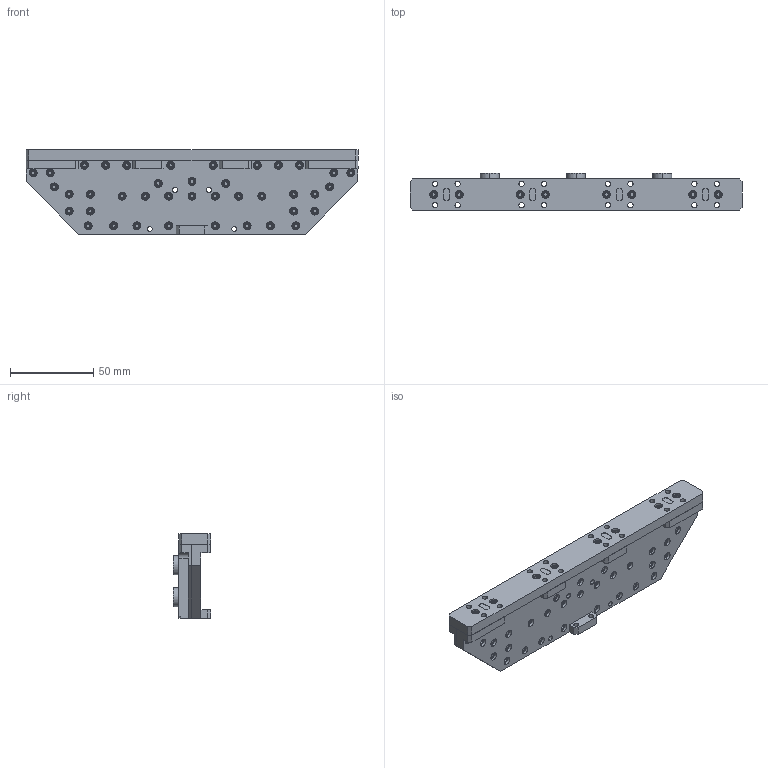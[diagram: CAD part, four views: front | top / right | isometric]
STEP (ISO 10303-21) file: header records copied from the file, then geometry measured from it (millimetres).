
FILE_DESCRIPTION (( 'STEP AP203' ), '1' );
FILE_NAME ('DMWP-28-141-T1 DF.STEP', '2019-06-13T23:58:05', ( '' ), ( '' ), 'SwSTEP 2.0', 'SolidWorks 2016', '' );
FILE_SCHEMA (( 'CONFIG_CONTROL_DESIGN' ));
Length unit declared in the file: inch
Products named in the file (1): DMWP-28-141-T1 DF
Bounding box: 199.14 x 22.23 x 50.8 mm (x, y, z)
Volume: 103210.1 mm3; surface area: 57011.4 mm2
Topology: 3 solids, 3 shells, 1646 faces, 3420 edges, 1978 vertices
Faces by surface type: plane 638, cone 620, cylinder 388
Entity records: 44497 total; most frequent: CARTESIAN_POINT 9225, DIRECTION 7716, ORIENTED_EDGE 6832, EDGE_CURVE 3416, AXIS2_PLACEMENT_3D 3045, VERTEX_POINT 1978, EDGE_LOOP 1932, FACE_OUTER_BOUND 1646
